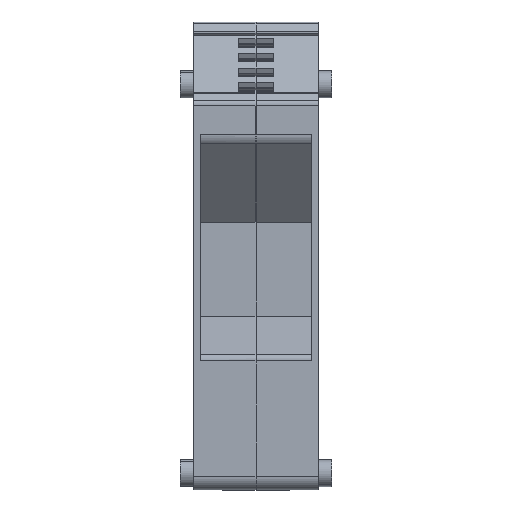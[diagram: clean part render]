
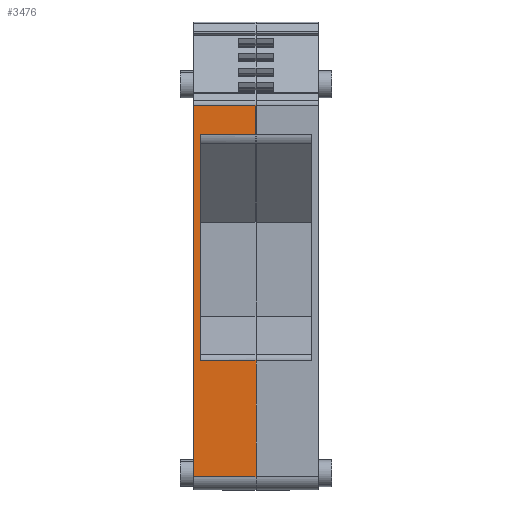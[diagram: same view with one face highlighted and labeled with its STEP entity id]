
A CAD part, front view. The second image highlights one B-rep face of the part: STEP entity #3476.
In plain terms, the highlighted planar face has unit normal (0, -1, 0).
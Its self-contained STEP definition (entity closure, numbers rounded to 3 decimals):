
#3392=AXIS2_PLACEMENT_3D('Plane Axis2P3D',#3389,#3390,#3391) ;
#984=CARTESIAN_POINT('Vertex',(2.,0.,2.)) ;
#987=CARTESIAN_POINT('Line Origine',(2.,0.,29.593)) ;
#991=CARTESIAN_POINT('Vertex',(2.,0.,57.186)) ;
#3369=CARTESIAN_POINT('Line Origine',(6.625,0.,57.186)) ;
#3373=CARTESIAN_POINT('Vertex',(11.25,0.,57.186)) ;
#3389=CARTESIAN_POINT('Axis2P3D Location',(11.25,0.,57.186)) ;
#3394=CARTESIAN_POINT('Line Origine',(6.625,0.,2.)) ;
#3398=CARTESIAN_POINT('Vertex',(11.25,0.,2.)) ;
#3401=CARTESIAN_POINT('Line Origine',(11.25,0.,5.25)) ;
#3405=CARTESIAN_POINT('Vertex',(11.25,0.,8.5)) ;
#3408=CARTESIAN_POINT('Line Origine',(11.25,0.,10.8)) ;
#3412=CARTESIAN_POINT('Vertex',(11.25,0.,13.1)) ;
#3415=CARTESIAN_POINT('Line Origine',(11.25,0.,15.888)) ;
#3419=CARTESIAN_POINT('Vertex',(11.25,0.,18.676)) ;
#3422=CARTESIAN_POINT('Line Origine',(11.25,0.,18.891)) ;
#3426=CARTESIAN_POINT('Vertex',(11.25,0.,19.105)) ;
#3429=CARTESIAN_POINT('Line Origine',(11.25,0.,19.184)) ;
#3433=CARTESIAN_POINT('Vertex',(11.25,0.,19.262)) ;
#3436=CARTESIAN_POINT('Line Origine',(7.143,0.,19.262)) ;
#3440=CARTESIAN_POINT('Vertex',(3.035,0.,19.262)) ;
#3443=CARTESIAN_POINT('Line Origine',(3.035,0.,36.055)) ;
#3447=CARTESIAN_POINT('Vertex',(3.035,0.,52.849)) ;
#3450=CARTESIAN_POINT('Line Origine',(7.143,0.,52.849)) ;
#3454=CARTESIAN_POINT('Vertex',(11.25,0.,52.849)) ;
#3457=CARTESIAN_POINT('Line Origine',(11.25,0.,55.018)) ;
#988=DIRECTION('Vector Direction',(0.,0.,-1.)) ;
#3370=DIRECTION('Vector Direction',(1.,0.,0.)) ;
#3390=DIRECTION('Axis2P3D Direction',(0.,1.,0.)) ;
#3391=DIRECTION('Axis2P3D XDirection',(0.,0.,-1.)) ;
#3395=DIRECTION('Vector Direction',(-1.,0.,0.)) ;
#3402=DIRECTION('Vector Direction',(0.,0.,-1.)) ;
#3409=DIRECTION('Vector Direction',(0.,0.,-1.)) ;
#3416=DIRECTION('Vector Direction',(0.,0.,1.)) ;
#3423=DIRECTION('Vector Direction',(0.,0.,-1.)) ;
#3430=DIRECTION('Vector Direction',(0.,0.,-1.)) ;
#3437=DIRECTION('Vector Direction',(-1.,0.,0.)) ;
#3444=DIRECTION('Vector Direction',(0.,0.,1.)) ;
#3451=DIRECTION('Vector Direction',(-1.,0.,0.)) ;
#3458=DIRECTION('Vector Direction',(0.,0.,-1.)) ;
#989=VECTOR('Line Direction',#988,1.) ;
#3371=VECTOR('Line Direction',#3370,1.) ;
#3396=VECTOR('Line Direction',#3395,1.) ;
#3403=VECTOR('Line Direction',#3402,1.) ;
#3410=VECTOR('Line Direction',#3409,1.) ;
#3417=VECTOR('Line Direction',#3416,1.) ;
#3424=VECTOR('Line Direction',#3423,1.) ;
#3431=VECTOR('Line Direction',#3430,1.) ;
#3438=VECTOR('Line Direction',#3437,1.) ;
#3445=VECTOR('Line Direction',#3444,1.) ;
#3452=VECTOR('Line Direction',#3451,1.) ;
#3459=VECTOR('Line Direction',#3458,1.) ;
#3463=ORIENTED_EDGE('',*,*,#3400,.F.) ;
#3464=ORIENTED_EDGE('',*,*,#3407,.F.) ;
#3465=ORIENTED_EDGE('',*,*,#3414,.F.) ;
#3466=ORIENTED_EDGE('',*,*,#3421,.F.) ;
#3467=ORIENTED_EDGE('',*,*,#3428,.F.) ;
#3468=ORIENTED_EDGE('',*,*,#3435,.F.) ;
#3469=ORIENTED_EDGE('',*,*,#3442,.T.) ;
#3470=ORIENTED_EDGE('',*,*,#3449,.T.) ;
#3471=ORIENTED_EDGE('',*,*,#3456,.F.) ;
#3472=ORIENTED_EDGE('',*,*,#3461,.T.) ;
#3473=ORIENTED_EDGE('',*,*,#3375,.T.) ;
#3474=ORIENTED_EDGE('',*,*,#993,.F.) ;
#3476=ADVANCED_FACE('GE',(#3475),#3393,.F.) ;
#993=EDGE_CURVE('',#985,#992,#990,.F.) ;
#3375=EDGE_CURVE('',#3374,#992,#3372,.F.) ;
#3400=EDGE_CURVE('',#3399,#985,#3397,.T.) ;
#3407=EDGE_CURVE('',#3406,#3399,#3404,.T.) ;
#3414=EDGE_CURVE('',#3413,#3406,#3411,.T.) ;
#3421=EDGE_CURVE('',#3420,#3413,#3418,.F.) ;
#3428=EDGE_CURVE('',#3427,#3420,#3425,.T.) ;
#3435=EDGE_CURVE('',#3434,#3427,#3432,.T.) ;
#3442=EDGE_CURVE('',#3434,#3441,#3439,.T.) ;
#3449=EDGE_CURVE('',#3441,#3448,#3446,.T.) ;
#3456=EDGE_CURVE('',#3455,#3448,#3453,.T.) ;
#3461=EDGE_CURVE('',#3455,#3374,#3460,.F.) ;
#3462=EDGE_LOOP('',(#3463,#3464,#3465,#3466,#3467,#3468,#3469,#3470,#3471,#3472,#3473,#3474)) ;
#3475=FACE_OUTER_BOUND('',#3462,.T.) ;
#990=LINE('Line',#987,#989) ;
#3372=LINE('Line',#3369,#3371) ;
#3397=LINE('Line',#3394,#3396) ;
#3404=LINE('Line',#3401,#3403) ;
#3411=LINE('Line',#3408,#3410) ;
#3418=LINE('Line',#3415,#3417) ;
#3425=LINE('Line',#3422,#3424) ;
#3432=LINE('Line',#3429,#3431) ;
#3439=LINE('Line',#3436,#3438) ;
#3446=LINE('Line',#3443,#3445) ;
#3453=LINE('Line',#3450,#3452) ;
#3460=LINE('Line',#3457,#3459) ;
#3393=PLANE('',#3392) ;
#985=VERTEX_POINT('',#984) ;
#992=VERTEX_POINT('',#991) ;
#3374=VERTEX_POINT('',#3373) ;
#3399=VERTEX_POINT('',#3398) ;
#3406=VERTEX_POINT('',#3405) ;
#3413=VERTEX_POINT('',#3412) ;
#3420=VERTEX_POINT('',#3419) ;
#3427=VERTEX_POINT('',#3426) ;
#3434=VERTEX_POINT('',#3433) ;
#3441=VERTEX_POINT('',#3440) ;
#3448=VERTEX_POINT('',#3447) ;
#3455=VERTEX_POINT('',#3454) ;
